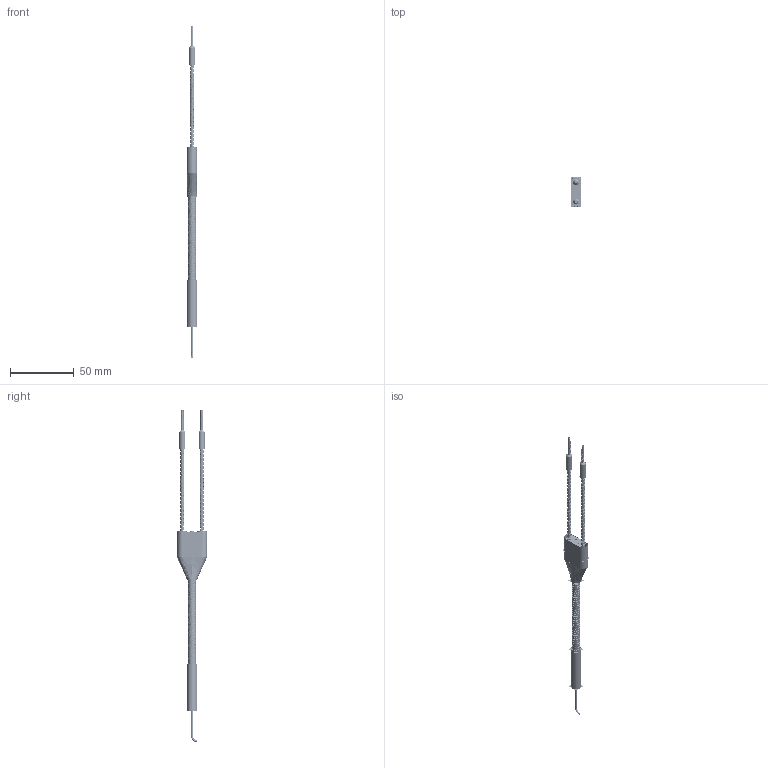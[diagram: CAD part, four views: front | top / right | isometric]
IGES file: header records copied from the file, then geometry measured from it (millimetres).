
Start section:  PTC IGES file: 211471.igs
Global section: file name: 211471.igs; native system: Creo Parametric by PTC Inc.; preprocessor: 2018300; author: pdmadmin; organization: Unknown; date: 20190405.103821; units: millimetre
Bounding box: 8.39 x 23.64 x 261.01 mm (x, y, z)
Volume: 5720.4 mm3; surface area: 65195.9 mm2
Topology: 8 solids, 9 shells, 2244 faces, 10722 edges, 13577 vertices
Faces by surface type: revolution 1684, bspline 560
